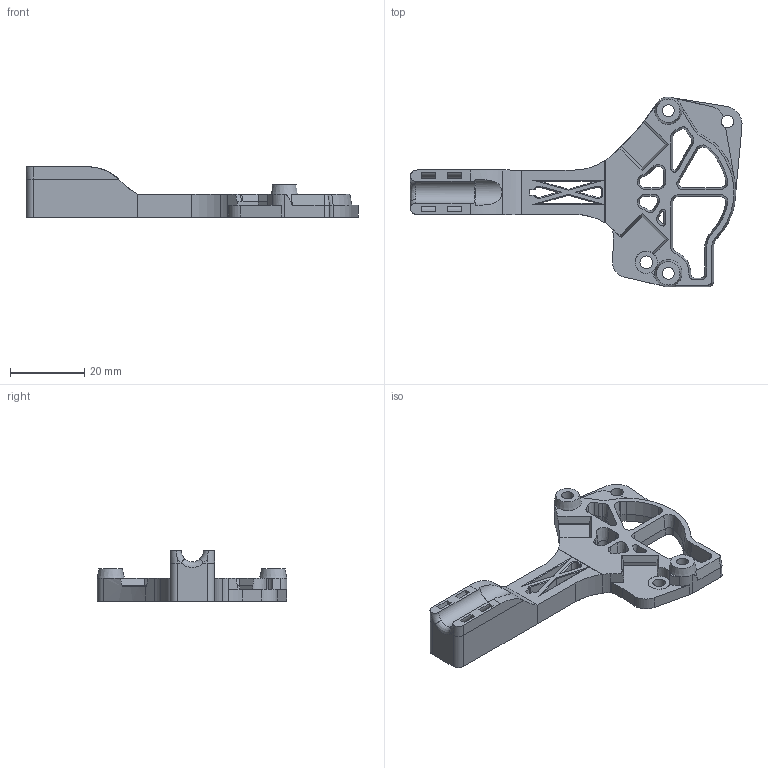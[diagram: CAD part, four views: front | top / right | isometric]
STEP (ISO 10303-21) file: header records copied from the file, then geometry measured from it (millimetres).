
FILE_DESCRIPTION(/* description */ (''),/* implementation_level */ '2;1');
FILE_NAME(/* name */ '',/* time_stamp */ '2025-06-26T09:23:45+03:00',/* author */ (''),/* organization */ (''),/* preprocessor_version */ 'ST-DEVELOPER v20.1',/* originating_system */ 'Autodesk Translation Framework v14.10.0.0',/* authorisation */ '');
FILE_SCHEMA (('AUTOMOTIVE_DESIGN { 1 0 10303 214 3 1 1 }'));
Length unit declared in the file: millimetre
Products named in the file (1): STH-36_orbiter_2.0_mounting_plate_overmold_strain
Bounding box: 89.52 x 51.18 x 13.62 mm (x, y, z)
Volume: 10536.2 mm3; surface area: 7883.5 mm2
Topology: 1 solids, 2 shells, 275 faces, 709 edges, 437 vertices
Faces by surface type: plane 148, cylinder 75, cone 43, bspline 7, torus 2
Full cylindrical faces by diameter (mm): 3.2 x2, 3.4 x2, 4.7 x3
Entity records: 8703 total; most frequent: CARTESIAN_POINT 1827, DIRECTION 1458, ORIENTED_EDGE 1418, EDGE_CURVE 709, AXIS2_PLACEMENT_3D 504, LINE 450, VECTOR 450, VERTEX_POINT 437
